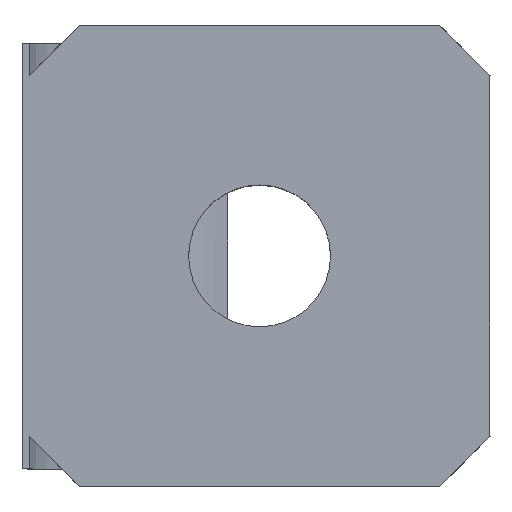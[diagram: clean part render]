
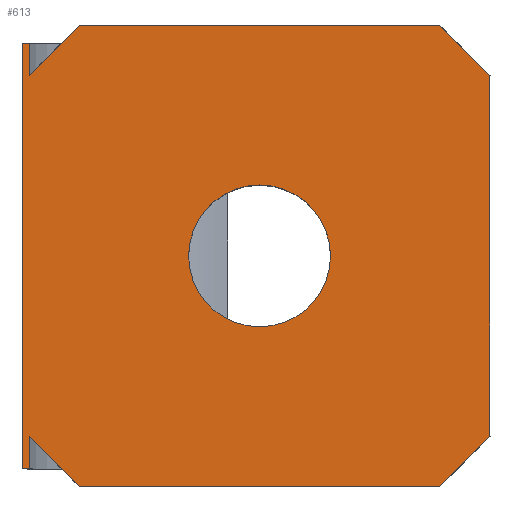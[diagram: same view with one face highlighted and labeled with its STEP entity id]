
A CAD part, top view. The second image highlights one B-rep face of the part: STEP entity #613.
In plain terms, the highlighted planar face has unit normal (0, 0, 1).
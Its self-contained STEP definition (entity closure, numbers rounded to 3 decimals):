
#6 = AXIS2_PLACEMENT_3D ( 'NONE', #99, #86, #227 ) ;
#13 = ORIENTED_EDGE ( 'NONE', *, *, #447, .F. ) ;
#20 = VECTOR ( 'NONE', #470, 1000. ) ;
#23 = VERTEX_POINT ( 'NONE', #446 ) ;
#25 = EDGE_CURVE ( 'NONE', #303, #244, #812, .T. ) ;
#36 = CARTESIAN_POINT ( 'NONE',  ( -6.5, 5.086, 0. ) ) ;
#41 = FACE_BOUND ( 'NONE', #597, .T. ) ;
#52 = VECTOR ( 'NONE', #109, 1000. ) ;
#65 = DIRECTION ( 'NONE',  ( 1., 0., 0. ) ) ;
#77 = DIRECTION ( 'NONE',  ( 0., -1., 0. ) ) ;
#86 = DIRECTION ( 'NONE',  ( 0., 0., -1. ) ) ;
#95 = ORIENTED_EDGE ( 'NONE', *, *, #852, .T. ) ;
#99 = CARTESIAN_POINT ( 'NONE',  ( 0., 0., 0. ) ) ;
#102 = VECTOR ( 'NONE', #248, 1000. ) ;
#109 = DIRECTION ( 'NONE',  ( 0., -1., 0. ) ) ;
#114 = EDGE_LOOP ( 'NONE', ( #513, #193, #546, #744, #860, #567, #659, #532, #232, #13, #608, #95 ) ) ;
#149 = LINE ( 'NONE', #759, #657 ) ;
#163 = VECTOR ( 'NONE', #636, 1000. ) ;
#171 = AXIS2_PLACEMENT_3D ( 'NONE', #796, #450, #256 ) ;
#173 = EDGE_CURVE ( 'NONE', #375, #23, #331, .T. ) ;
#174 = ORIENTED_EDGE ( 'NONE', *, *, #618, .T. ) ;
#175 = CARTESIAN_POINT ( 'NONE',  ( -6.5, 0., 0. ) ) ;
#182 = EDGE_CURVE ( 'NONE', #683, #827, #868, .T. ) ;
#188 = DIRECTION ( 'NONE',  ( 0.707, 0.707, 0. ) ) ;
#190 = EDGE_CURVE ( 'NONE', #827, #453, #429, .T. ) ;
#193 = ORIENTED_EDGE ( 'NONE', *, *, #416, .T. ) ;
#220 = LINE ( 'NONE', #175, #52 ) ;
#224 = CARTESIAN_POINT ( 'NONE',  ( -2., 0., 0. ) ) ;
#227 = DIRECTION ( 'NONE',  ( -1., 0., 0. ) ) ;
#231 = EDGE_CURVE ( 'NONE', #683, #534, #781, .T. ) ;
#232 = ORIENTED_EDGE ( 'NONE', *, *, #867, .T. ) ;
#244 = VERTEX_POINT ( 'NONE', #494 ) ;
#248 = DIRECTION ( 'NONE',  ( 0.707, -0.707, 0. ) ) ;
#253 = VECTOR ( 'NONE', #77, 1000. ) ;
#256 = DIRECTION ( 'NONE',  ( 1., 0., 0. ) ) ;
#272 = EDGE_CURVE ( 'NONE', #344, #366, #858, .T. ) ;
#279 = DIRECTION ( 'NONE',  ( -1., 0., 0. ) ) ;
#298 = LINE ( 'NONE', #485, #824 ) ;
#303 = VERTEX_POINT ( 'NONE', #357 ) ;
#318 = PLANE ( 'NONE',  #171 ) ;
#331 = LINE ( 'NONE', #833, #20 ) ;
#344 = VERTEX_POINT ( 'NONE', #224 ) ;
#347 = EDGE_CURVE ( 'NONE', #393, #453, #419, .T. ) ;
#349 = CARTESIAN_POINT ( 'NONE',  ( -6.7, 0., 0. ) ) ;
#357 = CARTESIAN_POINT ( 'NONE',  ( -6.5, -5.086, 0. ) ) ;
#362 = CARTESIAN_POINT ( 'NONE',  ( 2., 0., 0. ) ) ;
#366 = VERTEX_POINT ( 'NONE', #362 ) ;
#367 = CARTESIAN_POINT ( 'NONE',  ( 6.5, 5.086, 0. ) ) ;
#375 = VERTEX_POINT ( 'NONE', #367 ) ;
#380 = VERTEX_POINT ( 'NONE', #505 ) ;
#391 = LINE ( 'NONE', #863, #712 ) ;
#393 = VERTEX_POINT ( 'NONE', #506 ) ;
#406 = DIRECTION ( 'NONE',  ( 1., 0., 0. ) ) ;
#412 = CIRCLE ( 'NONE', #888, 2. ) ;
#416 = EDGE_CURVE ( 'NONE', #713, #375, #489, .T. ) ;
#419 = LINE ( 'NONE', #565, #670 ) ;
#426 = CARTESIAN_POINT ( 'NONE',  ( 6.5, 0., 0. ) ) ;
#429 = LINE ( 'NONE', #482, #253 ) ;
#446 = CARTESIAN_POINT ( 'NONE',  ( 5.086, 6.5, 0. ) ) ;
#447 = EDGE_CURVE ( 'NONE', #303, #380, #220, .T. ) ;
#450 = DIRECTION ( 'NONE',  ( 0., 0., 1. ) ) ;
#453 = VERTEX_POINT ( 'NONE', #36 ) ;
#455 = CARTESIAN_POINT ( 'NONE',  ( -6.7, -6., 0. ) ) ;
#470 = DIRECTION ( 'NONE',  ( -0.707, 0.707, 0. ) ) ;
#482 = CARTESIAN_POINT ( 'NONE',  ( -6.5, 0., 0. ) ) ;
#485 = CARTESIAN_POINT ( 'NONE',  ( 0., 6.5, 0. ) ) ;
#489 = LINE ( 'NONE', #426, #631 ) ;
#494 = CARTESIAN_POINT ( 'NONE',  ( -5.086, -6.5, 0. ) ) ;
#505 = CARTESIAN_POINT ( 'NONE',  ( -6.5, -6., 0. ) ) ;
#506 = CARTESIAN_POINT ( 'NONE',  ( -5.086, 6.5, 0. ) ) ;
#513 = ORIENTED_EDGE ( 'NONE', *, *, #542, .T. ) ;
#529 = CARTESIAN_POINT ( 'NONE',  ( -6.7, 6., 0. ) ) ;
#532 = ORIENTED_EDGE ( 'NONE', *, *, #231, .T. ) ;
#534 = VERTEX_POINT ( 'NONE', #455 ) ;
#538 = CARTESIAN_POINT ( 'NONE',  ( 5.086, -6.5, 0. ) ) ;
#540 = CARTESIAN_POINT ( 'NONE',  ( 6.5, -5.086, 0. ) ) ;
#542 = EDGE_CURVE ( 'NONE', #763, #713, #391, .T. ) ;
#546 = ORIENTED_EDGE ( 'NONE', *, *, #173, .T. ) ;
#553 = CARTESIAN_POINT ( 'NONE',  ( -5.222, 6., 0. ) ) ;
#565 = CARTESIAN_POINT ( 'NONE',  ( -5.086, 6.5, 0. ) ) ;
#567 = ORIENTED_EDGE ( 'NONE', *, *, #190, .F. ) ;
#583 = CARTESIAN_POINT ( 'NONE',  ( 0., 0., 0. ) ) ;
#597 = EDGE_LOOP ( 'NONE', ( #660, #174 ) ) ;
#608 = ORIENTED_EDGE ( 'NONE', *, *, #25, .T. ) ;
#613 = ADVANCED_FACE ( 'NONE', ( #41, #757 ), #318, .T. ) ;
#618 = EDGE_CURVE ( 'NONE', #366, #344, #412, .T. ) ;
#631 = VECTOR ( 'NONE', #648, 1000. ) ;
#636 = DIRECTION ( 'NONE',  ( 0., -1., 0. ) ) ;
#648 = DIRECTION ( 'NONE',  ( 0., 1., 0. ) ) ;
#654 = DIRECTION ( 'NONE',  ( 0., 0., -1. ) ) ;
#657 = VECTOR ( 'NONE', #749, 1000. ) ;
#658 = CARTESIAN_POINT ( 'NONE',  ( -6.5, -5.086, 0. ) ) ;
#659 = ORIENTED_EDGE ( 'NONE', *, *, #182, .F. ) ;
#660 = ORIENTED_EDGE ( 'NONE', *, *, #272, .T. ) ;
#670 = VECTOR ( 'NONE', #775, 1000. ) ;
#683 = VERTEX_POINT ( 'NONE', #529 ) ;
#712 = VECTOR ( 'NONE', #188, 1000. ) ;
#713 = VERTEX_POINT ( 'NONE', #540 ) ;
#744 = ORIENTED_EDGE ( 'NONE', *, *, #822, .T. ) ;
#749 = DIRECTION ( 'NONE',  ( 1., 0., 0. ) ) ;
#757 = FACE_OUTER_BOUND ( 'NONE', #114, .T. ) ;
#759 = CARTESIAN_POINT ( 'NONE',  ( 0., -6.5, 0. ) ) ;
#763 = VERTEX_POINT ( 'NONE', #538 ) ;
#775 = DIRECTION ( 'NONE',  ( -0.707, -0.707, 0. ) ) ;
#781 = LINE ( 'NONE', #349, #163 ) ;
#794 = DIRECTION ( 'NONE',  ( -1., 0., 0. ) ) ;
#796 = CARTESIAN_POINT ( 'NONE',  ( 0., 0., 0. ) ) ;
#798 = VECTOR ( 'NONE', #406, 1000. ) ;
#812 = LINE ( 'NONE', #658, #102 ) ;
#820 = CARTESIAN_POINT ( 'NONE',  ( -5.222, -6., 0. ) ) ;
#822 = EDGE_CURVE ( 'NONE', #23, #393, #298, .T. ) ;
#824 = VECTOR ( 'NONE', #279, 1000. ) ;
#826 = VECTOR ( 'NONE', #65, 1000. ) ;
#827 = VERTEX_POINT ( 'NONE', #829 ) ;
#829 = CARTESIAN_POINT ( 'NONE',  ( -6.5, 6., 0. ) ) ;
#833 = CARTESIAN_POINT ( 'NONE',  ( 6.5, 5.086, 0. ) ) ;
#845 = LINE ( 'NONE', #820, #798 ) ;
#852 = EDGE_CURVE ( 'NONE', #244, #763, #149, .T. ) ;
#858 = CIRCLE ( 'NONE', #6, 2. ) ;
#860 = ORIENTED_EDGE ( 'NONE', *, *, #347, .T. ) ;
#863 = CARTESIAN_POINT ( 'NONE',  ( 5.086, -6.5, 0. ) ) ;
#867 = EDGE_CURVE ( 'NONE', #534, #380, #845, .T. ) ;
#868 = LINE ( 'NONE', #553, #826 ) ;
#888 = AXIS2_PLACEMENT_3D ( 'NONE', #583, #654, #794 ) ;
